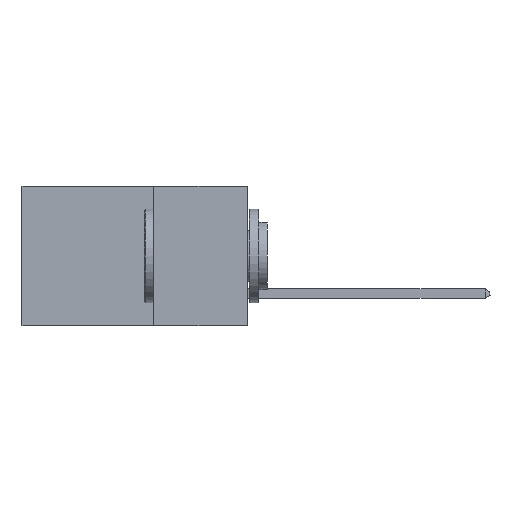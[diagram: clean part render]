
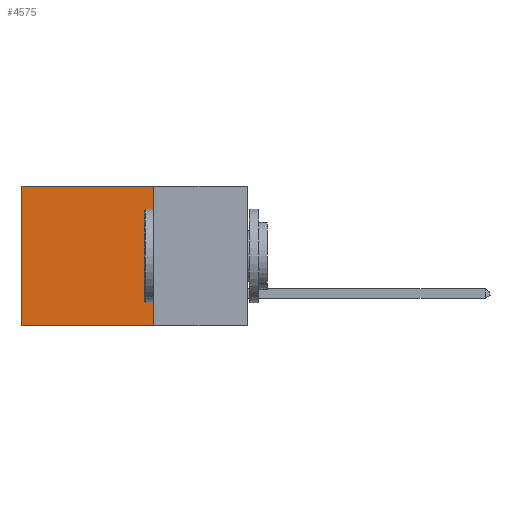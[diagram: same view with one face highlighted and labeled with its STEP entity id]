
A CAD part, left-side view. The second image highlights one B-rep face of the part: STEP entity #4575.
In plain terms, the highlighted planar face has unit normal (-1, 0, 0).
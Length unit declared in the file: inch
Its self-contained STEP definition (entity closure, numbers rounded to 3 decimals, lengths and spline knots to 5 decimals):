
#406 = DIRECTION ( 'NONE',  ( 0., 1., 0. ) ) ;
#578 = AXIS2_PLACEMENT_3D ( 'NONE', #5290, #10145, #2761 ) ;
#1834 = LINE ( 'NONE', #10503, #6825 ) ;
#2106 = CARTESIAN_POINT ( 'NONE',  ( 0.298, 0.25, 0. ) ) ;
#2249 = ORIENTED_EDGE ( 'NONE', *, *, #7595, .F. ) ;
#2282 = CARTESIAN_POINT ( 'NONE',  ( 0.298, 0.6, -0.37 ) ) ;
#2761 = DIRECTION ( 'NONE',  ( 0., 0., -1. ) ) ;
#2934 = EDGE_CURVE ( 'NONE', #5538, #11045, #5677, .T. ) ;
#3033 = ORIENTED_EDGE ( 'NONE', *, *, #2934, .T. ) ;
#3128 = LINE ( 'NONE', #3268, #15460 ) ;
#3268 = CARTESIAN_POINT ( 'NONE',  ( 0.298, 0.6, 0. ) ) ;
#4177 = CARTESIAN_POINT ( 'NONE',  ( 0.298, 0.6, 0. ) ) ;
#4575 = ADVANCED_FACE ( 'NONE', ( #6040 ), #15285, .F. ) ;
#4668 = DIRECTION ( 'NONE',  ( 0., 0., -1. ) ) ;
#4891 = CARTESIAN_POINT ( 'NONE',  ( 0.298, 0.25, -0.37 ) ) ;
#5137 = EDGE_CURVE ( 'NONE', #11045, #9964, #3128, .T. ) ;
#5290 = CARTESIAN_POINT ( 'NONE',  ( 0.298, 0.25, 0. ) ) ;
#5538 = VERTEX_POINT ( 'NONE', #2106 ) ;
#5677 = LINE ( 'NONE', #11588, #7198 ) ;
#5851 = ORIENTED_EDGE ( 'NONE', *, *, #14753, .F. ) ;
#6040 = FACE_OUTER_BOUND ( 'NONE', #11062, .T. ) ;
#6825 = VECTOR ( 'NONE', #11949, 39.37008 ) ;
#7198 = VECTOR ( 'NONE', #406, 39.37008 ) ;
#7595 = EDGE_CURVE ( 'NONE', #5538, #10584, #1834, .T. ) ;
#9492 = LINE ( 'NONE', #4891, #15511 ) ;
#9864 = DIRECTION ( 'NONE',  ( 0., 1., 0. ) ) ;
#9964 = VERTEX_POINT ( 'NONE', #2282 ) ;
#10145 = DIRECTION ( 'NONE',  ( 1., 0., 0. ) ) ;
#10400 = ORIENTED_EDGE ( 'NONE', *, *, #5137, .T. ) ;
#10503 = CARTESIAN_POINT ( 'NONE',  ( 0.298, 0.25, 0. ) ) ;
#10584 = VERTEX_POINT ( 'NONE', #12330 ) ;
#11045 = VERTEX_POINT ( 'NONE', #4177 ) ;
#11062 = EDGE_LOOP ( 'NONE', ( #10400, #5851, #2249, #3033 ) ) ;
#11588 = CARTESIAN_POINT ( 'NONE',  ( 0.298, 0.25, 0. ) ) ;
#11949 = DIRECTION ( 'NONE',  ( 0., 0., -1. ) ) ;
#12330 = CARTESIAN_POINT ( 'NONE',  ( 0.298, 0.25, -0.37 ) ) ;
#14753 = EDGE_CURVE ( 'NONE', #10584, #9964, #9492, .T. ) ;
#15285 = PLANE ( 'NONE',  #578 ) ;
#15460 = VECTOR ( 'NONE', #4668, 39.37008 ) ;
#15511 = VECTOR ( 'NONE', #9864, 39.37008 ) ;
